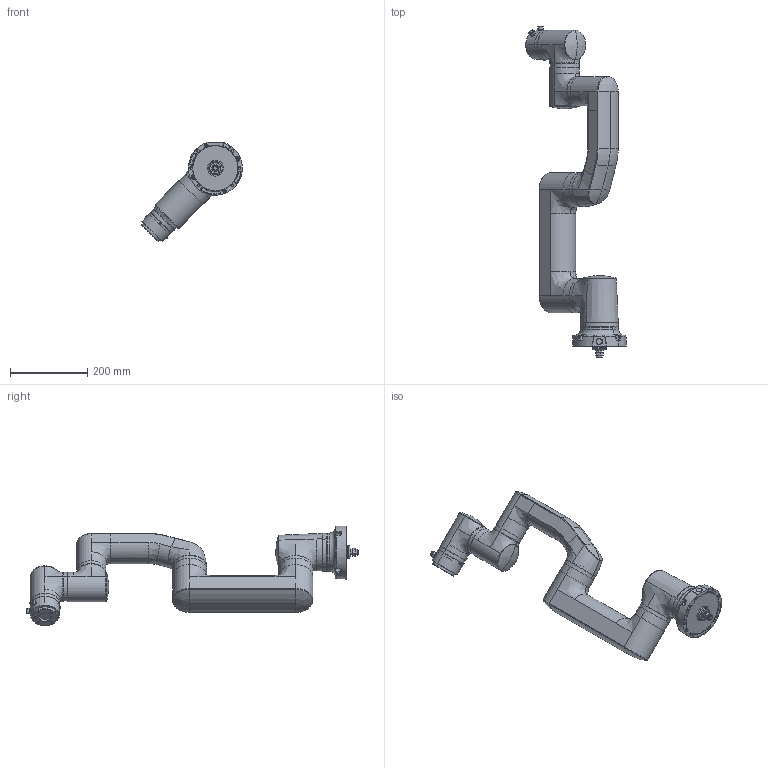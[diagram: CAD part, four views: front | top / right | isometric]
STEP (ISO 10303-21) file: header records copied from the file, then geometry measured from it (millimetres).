
FILE_DESCRIPTION (( 'STEP AP214' ), '1' );
FILE_NAME ('S2-俋楷耀倰-狟軗盄.STEP', '2026-01-23T01:44:35', ( '' ), ( '' ), 'SwSTEP 2.0', 'SolidWorks 2024', '' );
FILE_SCHEMA (( 'AUTOMOTIVE_DESIGN' ));
Length unit declared in the file: millimetre
Products named in the file (8): S2-底座-下走线; S2-ID6; S2-ID5; S2-小臂; S2-外发模型-下走线; i5H-末端; S2-大臂; S2-ID1
Assembly tree (7 placements, depth 2):
  S2-外发模型-下走线
    S2-ID1
    S2-大臂
    S2-小臂
    S2-ID5
    S2-ID6
    i5H-末端
    S2-底座-下走线
Bounding box: 260.65 x 860.2 x 258.42 mm (x, y, z)
Volume: 6632570.2 mm3; surface area: 485372.7 mm2
Topology: 5 solids, 38 shells, 725 faces, 1814 edges, 1163 vertices
Faces by surface type: cylinder 241, plane 197, bspline 120, cone 93, torus 63, sphere 11
Entity records: 55540 total; most frequent: CARTESIAN_POINT 32254, DIRECTION 3434, ORIENTED_EDGE 3345, EDGE_CURVE 1810, AXIS2_PLACEMENT_3D 1409, VERTEX_POINT 1163, EDGE_LOOP 796, CIRCLE 793
